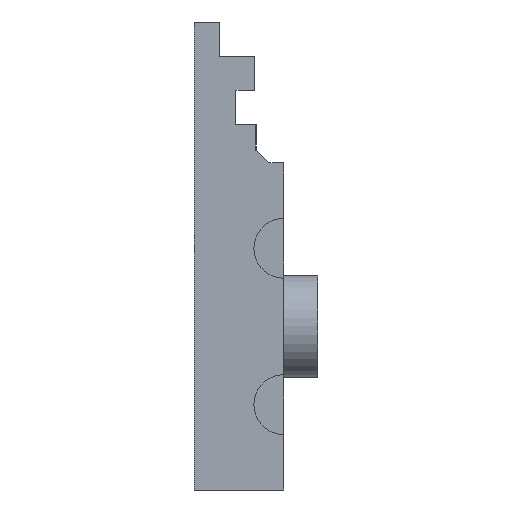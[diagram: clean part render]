
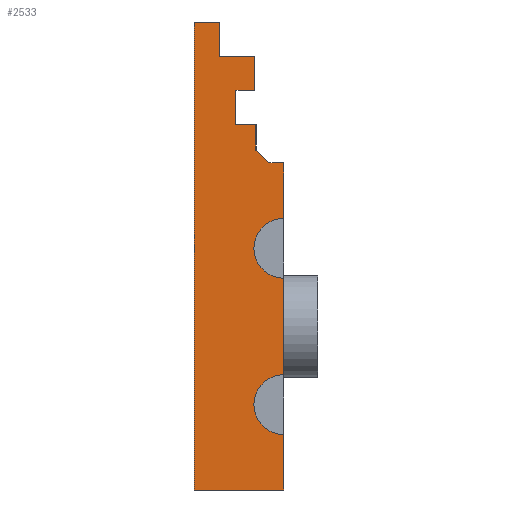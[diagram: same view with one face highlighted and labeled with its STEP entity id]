
A CAD part, left-side view. The second image highlights one B-rep face of the part: STEP entity #2533.
In plain terms, the highlighted planar face has unit normal (-1, 0, 0).
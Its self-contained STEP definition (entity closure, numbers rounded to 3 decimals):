
#23 = CARTESIAN_POINT ( 'NONE',  ( 0., 61.25, 9.575 ) ) ;
#74 = CARTESIAN_POINT ( 'NONE',  ( 0., 61.25, 0. ) ) ;
#79 = VECTOR ( 'NONE', #1363, 1000. ) ;
#80 = CARTESIAN_POINT ( 'NONE',  ( 0., 64.05, 13.825 ) ) ;
#114 = VECTOR ( 'NONE', #336, 1000. ) ;
#144 = EDGE_CURVE ( 'NONE', #776, #2105, #253, .T. ) ;
#202 = VECTOR ( 'NONE', #366, 1000. ) ;
#209 = VECTOR ( 'NONE', #942, 1000. ) ;
#223 = DIRECTION ( 'NONE',  ( 0., 0., -1. ) ) ;
#226 = FACE_OUTER_BOUND ( 'NONE', #1132, .T. ) ;
#237 = EDGE_CURVE ( 'NONE', #2278, #860, #530, .T. ) ;
#253 = LINE ( 'NONE', #74, #923 ) ;
#276 = VERTEX_POINT ( 'NONE', #2209 ) ;
#281 = CARTESIAN_POINT ( 'NONE',  ( 0., 66.5, 17.825 ) ) ;
#289 = ORIENTED_EDGE ( 'NONE', *, *, #144, .F. ) ;
#291 = CARTESIAN_POINT ( 'NONE',  ( 0., 61.25, -2.825 ) ) ;
#300 = AXIS2_PLACEMENT_3D ( 'NONE', #828, #2545, #1880 ) ;
#330 = CIRCLE ( 'NONE', #1665, 1.75 ) ;
#331 = DIRECTION ( 'NONE',  ( 0., 0., -1. ) ) ;
#336 = DIRECTION ( 'NONE',  ( 0., -1., 0. ) ) ;
#340 = CARTESIAN_POINT ( 'NONE',  ( 0., 61.25, 2.825 ) ) ;
#342 = EDGE_CURVE ( 'NONE', #1057, #604, #2661, .T. ) ;
#344 = ORIENTED_EDGE ( 'NONE', *, *, #1247, .F. ) ;
#347 = CARTESIAN_POINT ( 'NONE',  ( 0., 62.95, 13.825 ) ) ;
#354 = VERTEX_POINT ( 'NONE', #763 ) ;
#358 = VERTEX_POINT ( 'NONE', #1613 ) ;
#366 = DIRECTION ( 'NONE',  ( 0., 0., -1. ) ) ;
#379 = LINE ( 'NONE', #795, #2009 ) ;
#384 = EDGE_CURVE ( 'NONE', #860, #776, #2423, .T. ) ;
#466 = VECTOR ( 'NONE', #1769, 1000. ) ;
#477 = CARTESIAN_POINT ( 'NONE',  ( 0., 66.5, 17.825 ) ) ;
#497 = EDGE_CURVE ( 'NONE', #354, #1057, #379, .T. ) ;
#499 = CARTESIAN_POINT ( 'NONE',  ( 0., 65., 15.825 ) ) ;
#502 = AXIS2_PLACEMENT_3D ( 'NONE', #1059, #825, #1503 ) ;
#516 = CARTESIAN_POINT ( 'NONE',  ( 0., 26.275, -26.275 ) ) ;
#519 = ORIENTED_EDGE ( 'NONE', *, *, #1711, .F. ) ;
#527 = CARTESIAN_POINT ( 'NONE',  ( 0., 62.95, 15.825 ) ) ;
#530 = LINE ( 'NONE', #516, #79 ) ;
#563 = ORIENTED_EDGE ( 'NONE', *, *, #638, .F. ) ;
#566 = ORIENTED_EDGE ( 'NONE', *, *, #2703, .F. ) ;
#569 = DIRECTION ( 'NONE',  ( 0., 1., 0. ) ) ;
#598 = LINE ( 'NONE', #347, #911 ) ;
#604 = VERTEX_POINT ( 'NONE', #883 ) ;
#619 = EDGE_CURVE ( 'NONE', #927, #358, #1925, .T. ) ;
#628 = CARTESIAN_POINT ( 'NONE',  ( 0., 66.5, -9.575 ) ) ;
#638 = EDGE_CURVE ( 'NONE', #2449, #1707, #2163, .T. ) ;
#689 = ORIENTED_EDGE ( 'NONE', *, *, #237, .F. ) ;
#692 = VECTOR ( 'NONE', #1821, 1000. ) ;
#710 = DIRECTION ( 'NONE',  ( 0., 0., -1. ) ) ;
#733 = CARTESIAN_POINT ( 'NONE',  ( 0., 62.875, 9.575 ) ) ;
#748 = CARTESIAN_POINT ( 'NONE',  ( 0., 66.5, -9.575 ) ) ;
#751 = EDGE_CURVE ( 'NONE', #2249, #354, #1141, .T. ) ;
#763 = CARTESIAN_POINT ( 'NONE',  ( 0., 61.25, -6.325 ) ) ;
#776 = VERTEX_POINT ( 'NONE', #23 ) ;
#794 = CARTESIAN_POINT ( 'NONE',  ( 0., 65., 15.825 ) ) ;
#795 = CARTESIAN_POINT ( 'NONE',  ( 0., 61.25, 0. ) ) ;
#825 = DIRECTION ( 'NONE',  ( 1., 0., 0. ) ) ;
#828 = CARTESIAN_POINT ( 'NONE',  ( 0., 61.25, -4.575 ) ) ;
#860 = VERTEX_POINT ( 'NONE', #2559 ) ;
#874 = VECTOR ( 'NONE', #223, 1000. ) ;
#883 = CARTESIAN_POINT ( 'NONE',  ( 0., 66.5, -9.575 ) ) ;
#900 = CARTESIAN_POINT ( 'NONE',  ( 0., 62.95, 13.825 ) ) ;
#911 = VECTOR ( 'NONE', #569, 1000. ) ;
#923 = VECTOR ( 'NONE', #2187, 1000. ) ;
#927 = VERTEX_POINT ( 'NONE', #477 ) ;
#942 = DIRECTION ( 'NONE',  ( 0., -1., 0. ) ) ;
#982 = VERTEX_POINT ( 'NONE', #80 ) ;
#1030 = ORIENTED_EDGE ( 'NONE', *, *, #1541, .F. ) ;
#1036 = EDGE_CURVE ( 'NONE', #2105, #2615, #330, .T. ) ;
#1046 = VERTEX_POINT ( 'NONE', #1370 ) ;
#1057 = VERTEX_POINT ( 'NONE', #2220 ) ;
#1059 = CARTESIAN_POINT ( 'NONE',  ( 0., 0., 0. ) ) ;
#1074 = PLANE ( 'NONE',  #502 ) ;
#1079 = LINE ( 'NONE', #628, #2384 ) ;
#1104 = EDGE_CURVE ( 'NONE', #276, #2278, #2234, .T. ) ;
#1132 = EDGE_LOOP ( 'NONE', ( #2493, #689, #1424, #1160, #1497, #1521, #344, #563, #566, #2051, #519, #1660, #2705, #2405, #1030, #1501, #289 ) ) ;
#1141 = CIRCLE ( 'NONE', #300, 1.75 ) ;
#1160 = ORIENTED_EDGE ( 'NONE', *, *, #1177, .F. ) ;
#1177 = EDGE_CURVE ( 'NONE', #1046, #276, #1211, .T. ) ;
#1211 = LINE ( 'NONE', #2045, #114 ) ;
#1240 = DIRECTION ( 'NONE',  ( 0., 0., -1. ) ) ;
#1247 = EDGE_CURVE ( 'NONE', #1707, #1715, #2437, .T. ) ;
#1263 = DIRECTION ( 'NONE',  ( 0., 0., -1. ) ) ;
#1363 = DIRECTION ( 'NONE',  ( 0., -0.707, -0.707 ) ) ;
#1370 = CARTESIAN_POINT ( 'NONE',  ( 0., 64.05, 11.825 ) ) ;
#1421 = CARTESIAN_POINT ( 'NONE',  ( 0., 61.25, 0. ) ) ;
#1424 = ORIENTED_EDGE ( 'NONE', *, *, #1104, .F. ) ;
#1437 = VECTOR ( 'NONE', #710, 1000. ) ;
#1450 = LINE ( 'NONE', #1421, #202 ) ;
#1497 = ORIENTED_EDGE ( 'NONE', *, *, #2714, .F. ) ;
#1501 = ORIENTED_EDGE ( 'NONE', *, *, #1036, .F. ) ;
#1503 = DIRECTION ( 'NONE',  ( 0., 0., 1. ) ) ;
#1521 = ORIENTED_EDGE ( 'NONE', *, *, #2327, .F. ) ;
#1534 = DIRECTION ( 'NONE',  ( 0., 0., 1. ) ) ;
#1541 = EDGE_CURVE ( 'NONE', #2615, #2249, #1450, .T. ) ;
#1556 = CARTESIAN_POINT ( 'NONE',  ( 0., 61.25, 4.575 ) ) ;
#1565 = CARTESIAN_POINT ( 'NONE',  ( 0., 65., 17.825 ) ) ;
#1613 = CARTESIAN_POINT ( 'NONE',  ( 0., 65., 17.825 ) ) ;
#1660 = ORIENTED_EDGE ( 'NONE', *, *, #342, .F. ) ;
#1665 = AXIS2_PLACEMENT_3D ( 'NONE', #1556, #2597, #1534 ) ;
#1673 = CARTESIAN_POINT ( 'NONE',  ( 0., 61.25, 6.325 ) ) ;
#1707 = VERTEX_POINT ( 'NONE', #1953 ) ;
#1711 = EDGE_CURVE ( 'NONE', #604, #927, #1079, .T. ) ;
#1715 = VERTEX_POINT ( 'NONE', #900 ) ;
#1737 = DIRECTION ( 'NONE',  ( 0., 0., 1. ) ) ;
#1758 = DIRECTION ( 'NONE',  ( 0., -1., 0. ) ) ;
#1769 = DIRECTION ( 'NONE',  ( 0., -1., 0. ) ) ;
#1821 = DIRECTION ( 'NONE',  ( 0., 1., 0. ) ) ;
#1880 = DIRECTION ( 'NONE',  ( 0., 0., -1. ) ) ;
#1925 = LINE ( 'NONE', #281, #466 ) ;
#1953 = CARTESIAN_POINT ( 'NONE',  ( 0., 62.95, 15.825 ) ) ;
#1997 = CARTESIAN_POINT ( 'NONE',  ( 0., 62.875, 11.825 ) ) ;
#2009 = VECTOR ( 'NONE', #1240, 1000. ) ;
#2045 = CARTESIAN_POINT ( 'NONE',  ( 0., 62.875, 11.825 ) ) ;
#2051 = ORIENTED_EDGE ( 'NONE', *, *, #619, .F. ) ;
#2105 = VERTEX_POINT ( 'NONE', #1673 ) ;
#2163 = LINE ( 'NONE', #499, #2711 ) ;
#2187 = DIRECTION ( 'NONE',  ( 0., 0., -1. ) ) ;
#2193 = CARTESIAN_POINT ( 'NONE',  ( 0., 62.875, 10.325 ) ) ;
#2209 = CARTESIAN_POINT ( 'NONE',  ( 0., 62.875, 11.825 ) ) ;
#2220 = CARTESIAN_POINT ( 'NONE',  ( 0., 61.25, -9.575 ) ) ;
#2234 = LINE ( 'NONE', #1997, #2518 ) ;
#2249 = VERTEX_POINT ( 'NONE', #291 ) ;
#2278 = VERTEX_POINT ( 'NONE', #2193 ) ;
#2327 = EDGE_CURVE ( 'NONE', #1715, #982, #598, .T. ) ;
#2335 = LINE ( 'NONE', #2760, #2741 ) ;
#2384 = VECTOR ( 'NONE', #1737, 1000. ) ;
#2405 = ORIENTED_EDGE ( 'NONE', *, *, #751, .F. ) ;
#2423 = LINE ( 'NONE', #733, #209 ) ;
#2437 = LINE ( 'NONE', #527, #874 ) ;
#2449 = VERTEX_POINT ( 'NONE', #794 ) ;
#2493 = ORIENTED_EDGE ( 'NONE', *, *, #384, .F. ) ;
#2518 = VECTOR ( 'NONE', #331, 1000. ) ;
#2533 = ADVANCED_FACE ( 'NONE', ( #226 ), #1074, .F. ) ;
#2545 = DIRECTION ( 'NONE',  ( -1., 0., 0. ) ) ;
#2559 = CARTESIAN_POINT ( 'NONE',  ( 0., 62.125, 9.575 ) ) ;
#2597 = DIRECTION ( 'NONE',  ( -1., 0., 0. ) ) ;
#2615 = VERTEX_POINT ( 'NONE', #340 ) ;
#2625 = LINE ( 'NONE', #1565, #1437 ) ;
#2661 = LINE ( 'NONE', #748, #692 ) ;
#2703 = EDGE_CURVE ( 'NONE', #358, #2449, #2625, .T. ) ;
#2705 = ORIENTED_EDGE ( 'NONE', *, *, #497, .F. ) ;
#2711 = VECTOR ( 'NONE', #1758, 1000. ) ;
#2714 = EDGE_CURVE ( 'NONE', #982, #1046, #2335, .T. ) ;
#2741 = VECTOR ( 'NONE', #1263, 1000. ) ;
#2760 = CARTESIAN_POINT ( 'NONE',  ( 0., 64.05, 13.825 ) ) ;
